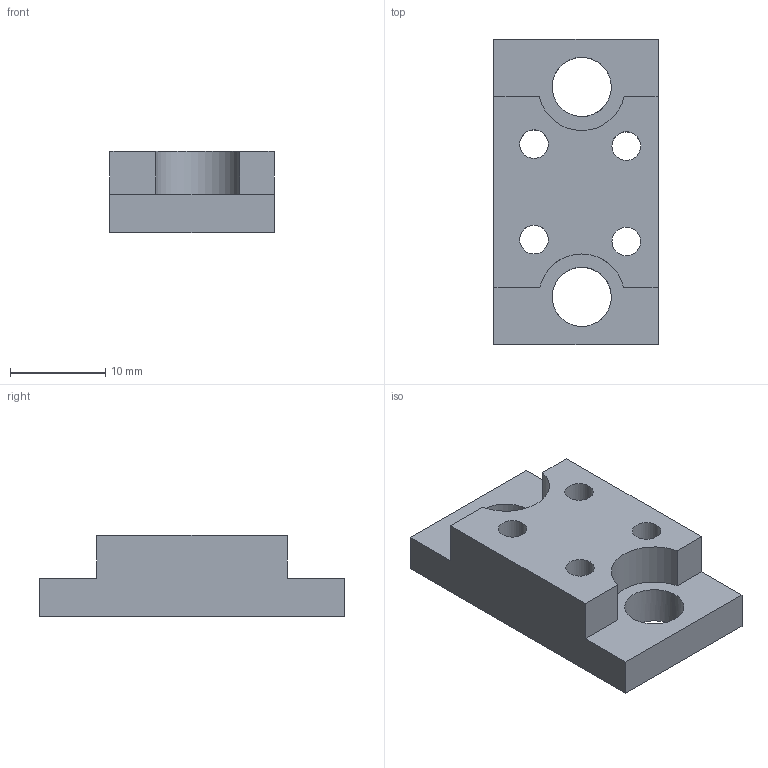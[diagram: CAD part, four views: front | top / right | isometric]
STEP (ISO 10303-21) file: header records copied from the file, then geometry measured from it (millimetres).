
FILE_DESCRIPTION(/* description */ (''),/* implementation_level */ '2;1');
FILE_NAME(/* name */ 'Endstops v2.stp',/* time_stamp */ '2017-06-05T07:35:13-03:00',/* author */ (''),/* organization */ (''),/* preprocessor_version */ 'ST-DEVELOPER v16.13',/* originating_system */ 'Autodesk Translation Framework v6.1.1.50',/* authorisation */ '');
FILE_SCHEMA (('AUTOMOTIVE_DESIGN { 1 0 10303 214 3 1 1 }'));
Length unit declared in the file: millimetre
Products named in the file (1): Endstops v2
Bounding box: 17.2 x 32 x 8.5 mm (x, y, z)
Volume: 3058.1 mm3; surface area: 2158.6 mm2
Topology: 1 solids, 1 shells, 20 faces, 56 edges, 38 vertices
Faces by surface type: plane 12, cylinder 8
Full cylindrical faces by diameter (mm): 3 x4, 6.2 x2
Entity records: 650 total; most frequent: DIRECTION 106, CARTESIAN_POINT 105, ORIENTED_EDGE 96, EDGE_CURVE 48, EDGE_LOOP 38, AXIS2_PLACEMENT_3D 37, VERTEX_POINT 36, LINE 32
